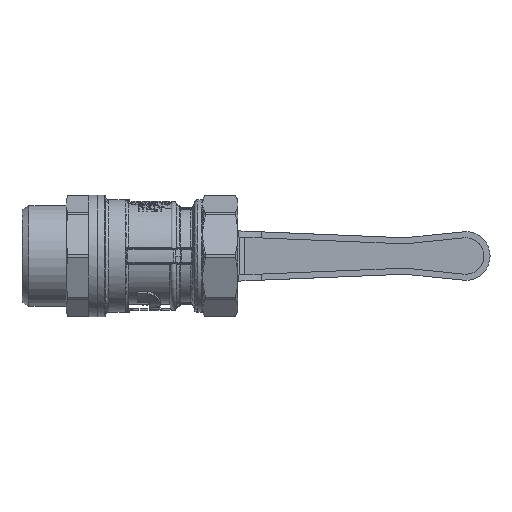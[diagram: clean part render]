
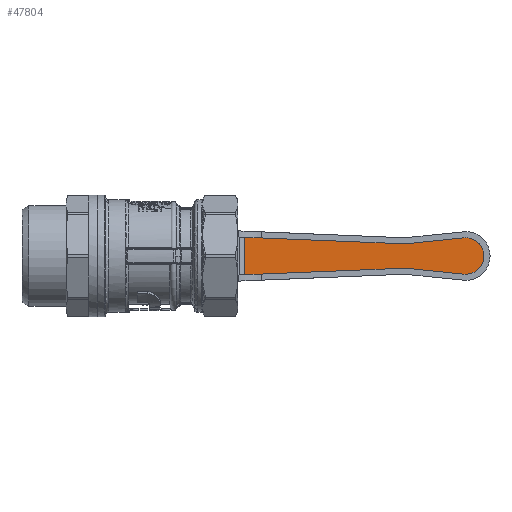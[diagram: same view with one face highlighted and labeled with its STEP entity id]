
A CAD part, front view. The second image highlights one B-rep face of the part: STEP entity #47804.
In plain terms, the highlighted planar face has unit normal (0, -1, 0).
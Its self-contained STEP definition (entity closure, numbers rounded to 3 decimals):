
#189 = CARTESIAN_POINT ( 'NONE',  ( 85.061, 52.8, -3.996 ) ) ;
#271 = CARTESIAN_POINT ( 'NONE',  ( 109.522, 52.8, 3.964 ) ) ;
#701 = CARTESIAN_POINT ( 'NONE',  ( 32.364, 52.8, -6.171 ) ) ;
#808 = CARTESIAN_POINT ( 'NONE',  ( 104.391, 52.8, 5.969 ) ) ;
#1454 = ORIENTED_EDGE ( 'NONE', *, *, #42144, .F. ) ;
#2047 = B_SPLINE_CURVE_WITH_KNOTS ( 'NONE', 3,
 ( #8418, #24403, #12312, #808 ),
 .UNSPECIFIED., .F., .F.,
 ( 4, 4 ),
 ( 0., 1. ),
 .UNSPECIFIED. ) ;
#3054 = EDGE_CURVE ( 'NONE', #3318, #41092, #8350, .T. ) ;
#3318 = VERTEX_POINT ( 'NONE', #21771 ) ;
#3700 = CARTESIAN_POINT ( 'NONE',  ( 109.77, 52.8, -3.661 ) ) ;
#3799 = CARTESIAN_POINT ( 'NONE',  ( 105., 52.8, 6. ) ) ;
#3868 = CARTESIAN_POINT ( 'NONE',  ( 105.394, 52.8, -6. ) ) ;
#4197 = CARTESIAN_POINT ( 'NONE',  ( 106.557, 52.8, 5.808 ) ) ;
#4368 = CARTESIAN_POINT ( 'NONE',  ( 106.557, 52.8, -5.808 ) ) ;
#5378 = CARTESIAN_POINT ( 'NONE',  ( 85.061, 52.8, -3.996 ) ) ;
#6407 = CARTESIAN_POINT ( 'NONE',  ( 32.364, 52.8, 6.171 ) ) ;
#6906 = CARTESIAN_POINT ( 'NONE',  ( 32.364, 52.8, -6.171 ) ) ;
#6997 = VERTEX_POINT ( 'NONE', #30508 ) ;
#7233 = CARTESIAN_POINT ( 'NONE',  ( 85.061, 52.8, -3.996 ) ) ;
#7733 = CARTESIAN_POINT ( 'NONE',  ( 110.694, 52.8, 1.932 ) ) ;
#7899 = CARTESIAN_POINT ( 'NONE',  ( 108.006, 52.8, 5.208 ) ) ;
#8350 = B_SPLINE_CURVE_WITH_KNOTS ( 'NONE', 3,
 ( #30913, #22941, #19527, #189 ),
 .UNSPECIFIED., .F., .F.,
 ( 4, 4 ),
 ( 0., 1. ),
 .UNSPECIFIED. ) ;
#8418 = CARTESIAN_POINT ( 'NONE',  ( 85.061, 52.8, 3.996 ) ) ;
#8529 = CARTESIAN_POINT ( 'NONE',  ( 85.061, 52.8, 3.996 ) ) ;
#8900 = CARTESIAN_POINT ( 'NONE',  ( 105., 52.8, -6. ) ) ;
#8972 = ORIENTED_EDGE ( 'NONE', *, *, #15852, .F. ) ;
#9342 = ORIENTED_EDGE ( 'NONE', *, *, #18336, .F. ) ;
#10446 = CARTESIAN_POINT ( 'NONE',  ( 32.364, 52.8, -2.057 ) ) ;
#10540 = CARTESIAN_POINT ( 'NONE',  ( 105., 52.8, -6. ) ) ;
#11207 = CARTESIAN_POINT ( 'NONE',  ( 104.391, 52.8, 5.969 ) ) ;
#11944 = CARTESIAN_POINT ( 'NONE',  ( 105.394, 52.8, 6. ) ) ;
#12312 = CARTESIAN_POINT ( 'NONE',  ( 97.947, 52.8, 5.311 ) ) ;
#14689 = CARTESIAN_POINT ( 'NONE',  ( 49.93, 52.8, -5.446 ) ) ;
#15138 = CARTESIAN_POINT ( 'NONE',  ( 104.797, 52.8, 6. ) ) ;
#15852 = EDGE_CURVE ( 'NONE', #40633, #19857, #2047, .T. ) ;
#16305 = ORIENTED_EDGE ( 'NONE', *, *, #3054, .F. ) ;
#18055 = CARTESIAN_POINT ( 'NONE',  ( 104.391, 52.8, 5.969 ) ) ;
#18336 = EDGE_CURVE ( 'NONE', #19857, #6997, #25520, .T. ) ;
#18746 = CARTESIAN_POINT ( 'NONE',  ( 32.364, 52.8, -6.171 ) ) ;
#19095 = CARTESIAN_POINT ( 'NONE',  ( 108.661, 52.8, 4.77 ) ) ;
#19269 = CARTESIAN_POINT ( 'NONE',  ( 106.932, 52.8, -5.694 ) ) ;
#19436 = CARTESIAN_POINT ( 'NONE',  ( 110.392, 52.8, -2.66 ) ) ;
#19527 = CARTESIAN_POINT ( 'NONE',  ( 91.504, 52.8, -4.654 ) ) ;
#19606 = CARTESIAN_POINT ( 'NONE',  ( 111., 52.8, 0.394 ) ) ;
#19776 = CARTESIAN_POINT ( 'NONE',  ( 110.694, 52.8, -1.932 ) ) ;
#19795 = B_SPLINE_CURVE_WITH_KNOTS ( 'NONE', 3,
 ( #27919, #39115, #43689, #8529 ),
 .UNSPECIFIED., .F., .F.,
 ( 4, 4 ),
 ( 0., 1. ),
 .UNSPECIFIED. ) ;
#19857 = VERTEX_POINT ( 'NONE', #18055 ) ;
#20569 = B_SPLINE_CURVE_WITH_KNOTS ( 'NONE', 3,
 ( #22686, #3868, #38449, #4368, #19269, #23535, #27437, #42862, #35242, #42522, #3700, #35079, #19436, #19776, #30994, #42699, #42345, #19606, #38961, #27089, #7733, #50167, #31162, #46761, #271, #30834, #19095, #7899, #46601, #26923, #4197, #31335, #11944, #23196 ),
 .UNSPECIFIED., .F., .F.,
 ( 4, 2, 2, 2, 2, 2, 2, 2, 2, 2, 2, 2, 2, 2, 2, 2, 4 ),
 ( 0., 0.063, 0.125, 0.188, 0.25, 0.313, 0.375, 0.438, 0.5, 0.563, 0.625, 0.688, 0.75, 0.813, 0.875, 0.938, 1. ),
 .UNSPECIFIED. ) ;
#21642 = DIRECTION ( 'NONE',  ( 0., 1., 0. ) ) ;
#21771 = CARTESIAN_POINT ( 'NONE',  ( 104.391, 52.8, -5.969 ) ) ;
#22686 = CARTESIAN_POINT ( 'NONE',  ( 105., 52.8, -6. ) ) ;
#22941 = CARTESIAN_POINT ( 'NONE',  ( 97.947, 52.8, -5.311 ) ) ;
#23120 = CARTESIAN_POINT ( 'NONE',  ( 104.593, 52.8, 5.99 ) ) ;
#23196 = CARTESIAN_POINT ( 'NONE',  ( 105., 52.8, 6. ) ) ;
#23391 = ORIENTED_EDGE ( 'NONE', *, *, #46684, .F. ) ;
#23535 = CARTESIAN_POINT ( 'NONE',  ( 107.66, 52.8, -5.392 ) ) ;
#24403 = CARTESIAN_POINT ( 'NONE',  ( 91.504, 52.8, 4.654 ) ) ;
#25520 = B_SPLINE_CURVE_WITH_KNOTS ( 'NONE', 3,
 ( #11207, #23120, #15138, #3799 ),
 .UNSPECIFIED., .F., .F.,
 ( 4, 4 ),
 ( 0., 1. ),
 .UNSPECIFIED. ) ;
#25673 = EDGE_CURVE ( 'NONE', #47077, #48327, #37723, .T. ) ;
#25908 = CARTESIAN_POINT ( 'NONE',  ( 32.364, 52.8, 2.057 ) ) ;
#26923 = CARTESIAN_POINT ( 'NONE',  ( 106.932, 52.8, 5.694 ) ) ;
#27089 = CARTESIAN_POINT ( 'NONE',  ( 110.808, 52.8, 1.557 ) ) ;
#27426 = ORIENTED_EDGE ( 'NONE', *, *, #47693, .F. ) ;
#27437 = CARTESIAN_POINT ( 'NONE',  ( 108.006, 52.8, -5.208 ) ) ;
#27919 = CARTESIAN_POINT ( 'NONE',  ( 32.364, 52.8, 6.171 ) ) ;
#28464 = CARTESIAN_POINT ( 'NONE',  ( 104.593, 52.8, -5.99 ) ) ;
#30508 = CARTESIAN_POINT ( 'NONE',  ( 105., 52.8, 6. ) ) ;
#30834 = CARTESIAN_POINT ( 'NONE',  ( 108.964, 52.8, 4.521 ) ) ;
#30913 = CARTESIAN_POINT ( 'NONE',  ( 104.391, 52.8, -5.969 ) ) ;
#30994 = CARTESIAN_POINT ( 'NONE',  ( 110.808, 52.8, -1.557 ) ) ;
#31162 = CARTESIAN_POINT ( 'NONE',  ( 110.208, 52.8, 3.006 ) ) ;
#31335 = CARTESIAN_POINT ( 'NONE',  ( 105.784, 52.8, 5.962 ) ) ;
#32362 = CARTESIAN_POINT ( 'NONE',  ( 104.391, 52.8, -5.969 ) ) ;
#34023 = EDGE_LOOP ( 'NONE', ( #16305, #27426, #48099, #9342, #8972, #23391, #49944, #1454 ) ) ;
#34408 = CARTESIAN_POINT ( 'NONE',  ( 67.495, 52.8, -4.721 ) ) ;
#34831 = VERTEX_POINT ( 'NONE', #10540 ) ;
#35079 = CARTESIAN_POINT ( 'NONE',  ( 110.208, 52.8, -3.006 ) ) ;
#35242 = CARTESIAN_POINT ( 'NONE',  ( 108.964, 52.8, -4.522 ) ) ;
#35264 = FACE_OUTER_BOUND ( 'NONE', #34023, .T. ) ;
#36106 = CARTESIAN_POINT ( 'NONE',  ( 104.797, 52.8, -6. ) ) ;
#37099 = CARTESIAN_POINT ( 'NONE',  ( 105., 52.8, 0. ) ) ;
#37168 = CARTESIAN_POINT ( 'NONE',  ( 85.061, 52.8, 3.996 ) ) ;
#37192 = B_SPLINE_CURVE_WITH_KNOTS ( 'NONE', 3,
 ( #7233, #34408, #14689, #6906 ),
 .UNSPECIFIED., .F., .F.,
 ( 4, 4 ),
 ( 0., 1. ),
 .UNSPECIFIED. ) ;
#37723 = B_SPLINE_CURVE_WITH_KNOTS ( 'NONE', 3,
 ( #18746, #10446, #25908, #6407 ),
 .UNSPECIFIED., .F., .F.,
 ( 4, 4 ),
 ( 0., 1. ),
 .UNSPECIFIED. ) ;
#38449 = CARTESIAN_POINT ( 'NONE',  ( 105.784, 52.8, -5.962 ) ) ;
#38961 = CARTESIAN_POINT ( 'NONE',  ( 110.962, 52.8, 0.784 ) ) ;
#39115 = CARTESIAN_POINT ( 'NONE',  ( 49.93, 52.8, 5.446 ) ) ;
#40633 = VERTEX_POINT ( 'NONE', #37168 ) ;
#41092 = VERTEX_POINT ( 'NONE', #5378 ) ;
#42144 = EDGE_CURVE ( 'NONE', #41092, #47077, #37192, .T. ) ;
#42168 = EDGE_CURVE ( 'NONE', #34831, #6997, #20569, .T. ) ;
#42345 = CARTESIAN_POINT ( 'NONE',  ( 111., 52.8, -0.394 ) ) ;
#42522 = CARTESIAN_POINT ( 'NONE',  ( 109.521, 52.8, -3.964 ) ) ;
#42699 = CARTESIAN_POINT ( 'NONE',  ( 110.962, 52.8, -0.784 ) ) ;
#42862 = CARTESIAN_POINT ( 'NONE',  ( 108.661, 52.8, -4.77 ) ) ;
#43228 = B_SPLINE_CURVE_WITH_KNOTS ( 'NONE', 3,
 ( #8900, #36106, #28464, #32362 ),
 .UNSPECIFIED., .F., .F.,
 ( 4, 4 ),
 ( 0., 1. ),
 .UNSPECIFIED. ) ;
#43689 = CARTESIAN_POINT ( 'NONE',  ( 67.495, 52.8, 4.721 ) ) ;
#45054 = DIRECTION ( 'NONE',  ( 1., 0., 0. ) ) ;
#46482 = CARTESIAN_POINT ( 'NONE',  ( 32.364, 52.8, 6.171 ) ) ;
#46601 = CARTESIAN_POINT ( 'NONE',  ( 107.66, 52.8, 5.392 ) ) ;
#46684 = EDGE_CURVE ( 'NONE', #48327, #40633, #19795, .T. ) ;
#46761 = CARTESIAN_POINT ( 'NONE',  ( 109.77, 52.8, 3.661 ) ) ;
#47077 = VERTEX_POINT ( 'NONE', #701 ) ;
#47693 = EDGE_CURVE ( 'NONE', #34831, #3318, #43228, .T. ) ;
#47804 = ADVANCED_FACE ( 'NONE', ( #35264 ), #48599, .F. ) ;
#48099 = ORIENTED_EDGE ( 'NONE', *, *, #42168, .T. ) ;
#48327 = VERTEX_POINT ( 'NONE', #46482 ) ;
#48599 = PLANE ( 'NONE',  #49807 ) ;
#49807 = AXIS2_PLACEMENT_3D ( 'NONE', #37099, #21642, #45054 ) ;
#49944 = ORIENTED_EDGE ( 'NONE', *, *, #25673, .F. ) ;
#50167 = CARTESIAN_POINT ( 'NONE',  ( 110.392, 52.8, 2.66 ) ) ;
